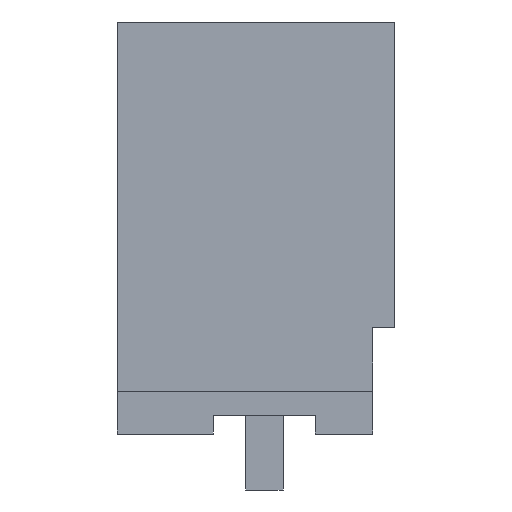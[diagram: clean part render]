
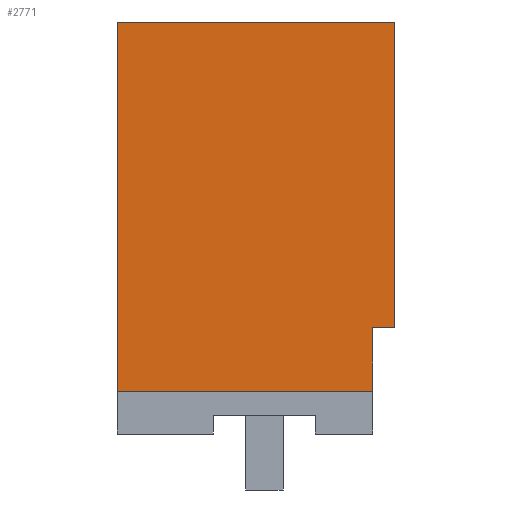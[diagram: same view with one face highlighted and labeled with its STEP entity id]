
A CAD part, left-side view. The second image highlights one B-rep face of the part: STEP entity #2771.
In plain terms, the highlighted planar face has unit normal (-1, 0, 0).
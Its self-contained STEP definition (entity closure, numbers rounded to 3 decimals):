
#2742=AXIS2_PLACEMENT_3D('Plane Axis2P3D',#2739,#2740,#2741) ;
#234=CARTESIAN_POINT('Vertex',(0.,7.45,2.65)) ;
#237=CARTESIAN_POINT('Line Origine',(0.,7.45,7.6)) ;
#241=CARTESIAN_POINT('Vertex',(0.,7.45,12.55)) ;
#2023=CARTESIAN_POINT('Vertex',(0.,0.6,4.35)) ;
#2026=CARTESIAN_POINT('Line Origine',(0.,0.6,3.5)) ;
#2030=CARTESIAN_POINT('Vertex',(0.,0.6,2.65)) ;
#2468=CARTESIAN_POINT('Line Origine',(0.,4.025,2.65)) ;
#2739=CARTESIAN_POINT('Axis2P3D Location',(0.,7.45,12.55)) ;
#2744=CARTESIAN_POINT('Line Origine',(0.,0.,8.45)) ;
#2748=CARTESIAN_POINT('Vertex',(0.,0.,12.55)) ;
#2750=CARTESIAN_POINT('Vertex',(0.,0.,4.35)) ;
#2753=CARTESIAN_POINT('Line Origine',(0.,3.725,12.55)) ;
#2758=CARTESIAN_POINT('Line Origine',(0.,0.3,4.35)) ;
#238=DIRECTION('Vector Direction',(0.,0.,-1.)) ;
#2027=DIRECTION('Vector Direction',(0.,0.,1.)) ;
#2469=DIRECTION('Vector Direction',(0.,-1.,0.)) ;
#2740=DIRECTION('Axis2P3D Direction',(-1.,0.,0.)) ;
#2741=DIRECTION('Axis2P3D XDirection',(0.,0.,1.)) ;
#2745=DIRECTION('Vector Direction',(0.,0.,-1.)) ;
#2754=DIRECTION('Vector Direction',(0.,-1.,0.)) ;
#2759=DIRECTION('Vector Direction',(0.,1.,0.)) ;
#239=VECTOR('Line Direction',#238,1.) ;
#2028=VECTOR('Line Direction',#2027,1.) ;
#2470=VECTOR('Line Direction',#2469,1.) ;
#2746=VECTOR('Line Direction',#2745,1.) ;
#2755=VECTOR('Line Direction',#2754,1.) ;
#2760=VECTOR('Line Direction',#2759,1.) ;
#2764=ORIENTED_EDGE('',*,*,#2752,.F.) ;
#2765=ORIENTED_EDGE('',*,*,#2757,.F.) ;
#2766=ORIENTED_EDGE('',*,*,#243,.T.) ;
#2767=ORIENTED_EDGE('',*,*,#2472,.T.) ;
#2768=ORIENTED_EDGE('',*,*,#2032,.T.) ;
#2769=ORIENTED_EDGE('',*,*,#2762,.F.) ;
#2771=ADVANCED_FACE('HOUSING',(#2770),#2743,.T.) ;
#243=EDGE_CURVE('',#242,#235,#240,.T.) ;
#2032=EDGE_CURVE('',#2031,#2024,#2029,.T.) ;
#2472=EDGE_CURVE('',#235,#2031,#2471,.T.) ;
#2752=EDGE_CURVE('',#2749,#2751,#2747,.T.) ;
#2757=EDGE_CURVE('',#242,#2749,#2756,.T.) ;
#2762=EDGE_CURVE('',#2751,#2024,#2761,.T.) ;
#2763=EDGE_LOOP('',(#2764,#2765,#2766,#2767,#2768,#2769)) ;
#2770=FACE_OUTER_BOUND('',#2763,.T.) ;
#240=LINE('Line',#237,#239) ;
#2029=LINE('Line',#2026,#2028) ;
#2471=LINE('Line',#2468,#2470) ;
#2747=LINE('Line',#2744,#2746) ;
#2756=LINE('Line',#2753,#2755) ;
#2761=LINE('Line',#2758,#2760) ;
#2743=PLANE('',#2742) ;
#235=VERTEX_POINT('',#234) ;
#242=VERTEX_POINT('',#241) ;
#2024=VERTEX_POINT('',#2023) ;
#2031=VERTEX_POINT('',#2030) ;
#2749=VERTEX_POINT('',#2748) ;
#2751=VERTEX_POINT('',#2750) ;
